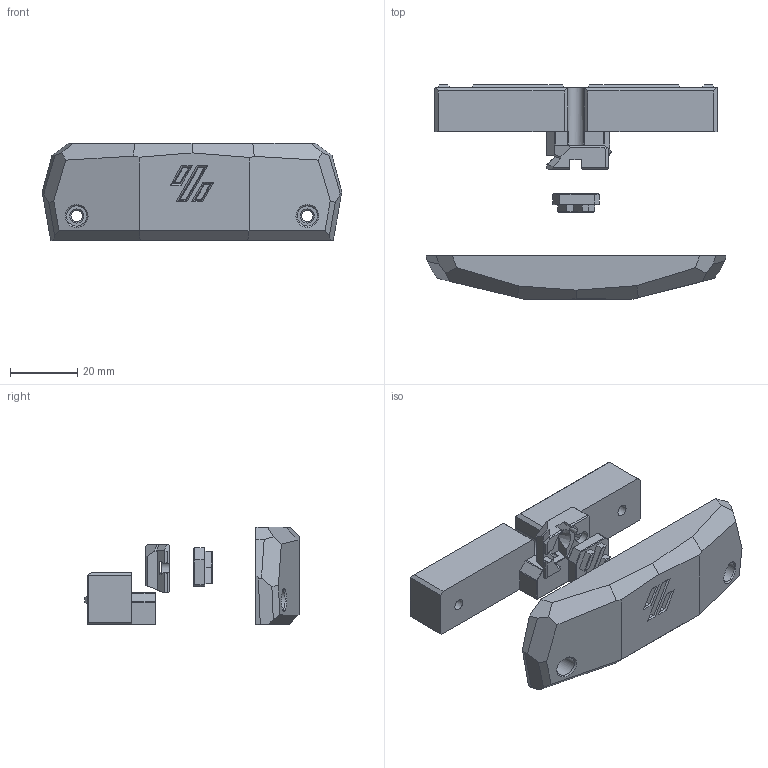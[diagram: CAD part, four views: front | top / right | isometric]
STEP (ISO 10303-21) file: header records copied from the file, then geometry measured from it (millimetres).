
FILE_DESCRIPTION(/* description */ (''),/* implementation_level */ '2;1');
FILE_NAME(/* name */ 'T0_Fascia_Rainbow_Barf .step',/* time_stamp */ '2022-11-19T20:32:14-08:00',/* author */ (''),/* organization */ (''),/* preprocessor_version */ 'ST-DEVELOPER v19.2',/* originating_system */ 'Autodesk Translation Framework v11.17.0.187',/* authorisation */ '');
FILE_SCHEMA (('AUTOMOTIVE_DESIGN { 1 0 10303 214 3 1 1 }'));
Length unit declared in the file: millimetre
Products named in the file (5): T0_Fascia_Rainbow_Barf; LED_Bracket; Bed_Adapter; Bed_Face; Diffuser_BARF
Assembly tree (4 placements, depth 2):
  T0_Fascia_Rainbow_Barf
    LED_Bracket
    Bed_Adapter
    Bed_Face
    Diffuser_BARF
Bounding box: 89.14 x 63.7 x 28.96 mm (x, y, z)
Volume: 40087.5 mm3; surface area: 15163.9 mm2
Topology: 4 solids, 4 shells, 362 faces, 947 edges, 607 vertices
Faces by surface type: plane 299, cylinder 44, cone 15, bspline 4
Full cylindrical faces by diameter (mm): 0.4 x8, 2 x8, 3.4 x4, 6 x1
Entity records: 11247 total; most frequent: CARTESIAN_POINT 2126, ORIENTED_EDGE 1894, DIRECTION 1787, EDGE_CURVE 947, LINE 799, VECTOR 799, VERTEX_POINT 607, AXIS2_PLACEMENT_3D 494
